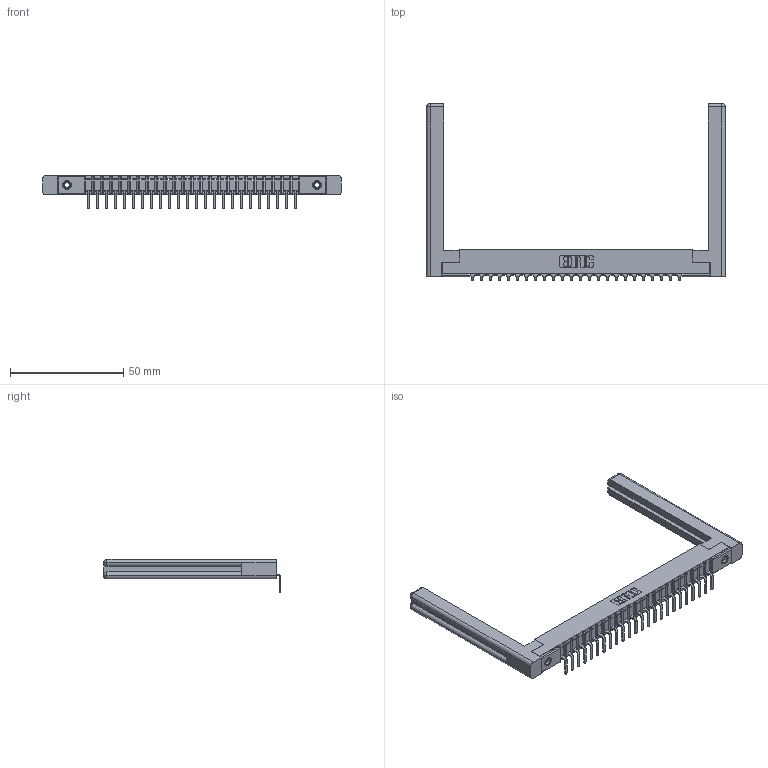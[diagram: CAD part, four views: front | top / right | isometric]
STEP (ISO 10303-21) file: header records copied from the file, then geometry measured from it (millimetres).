
FILE_DESCRIPTION (( 'STEP AP203' ), '1' );
FILE_NAME ('357-024-559-158.STEP', '2022-07-12T22:03:33', ( '' ), ( '' ), 'SwSTEP 2.0', 'SolidWorks 2020', '' );
FILE_SCHEMA (( 'CONFIG_CONTROL_DESIGN' ));
Length unit declared in the file: inch
Products named in the file (5): 307 Part_.156 Dia Mounting Holes; 307-290-001_558 559 - 1 (Single); 345-250-001_345-250-001-102; 307-220-058; 357-024-559-158
Assembly tree (29 placements, depth 2):
  357-024-559-158
    307 Part_.156 Dia Mounting Holes
    307-290-001_558 559 - 1 (Single)  x24
    307-220-058  x2
    345-250-001_345-250-001-102  x2
Bounding box: 131.72 x 78.02 x 14.81 mm (x, y, z)
Volume: 16042.3 mm3; surface area: 18379.8 mm2
Topology: 29 solids, 29 shells, 1725 faces, 4853 edges, 3122 vertices
Faces by surface type: plane 1090, cylinder 561, sphere 50, torus 12, cone 12
Entity records: 25531 total; most frequent: CARTESIAN_POINT 4303, ORIENTED_EDGE 4228, DIRECTION 4156, EDGE_CURVE 2114, VECTOR 1610, LINE 1610, VERTEX_POINT 1366, AXIS2_PLACEMENT_3D 1273
